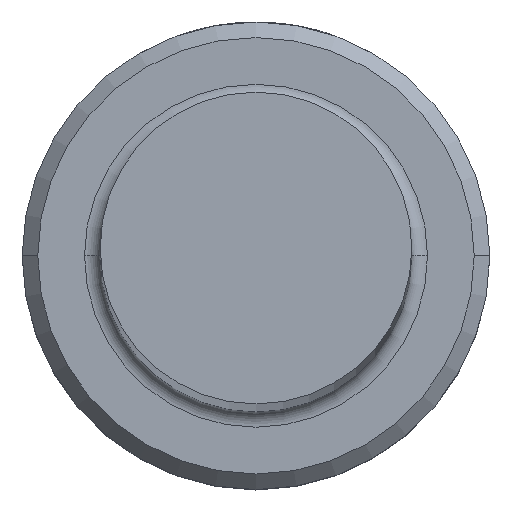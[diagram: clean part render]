
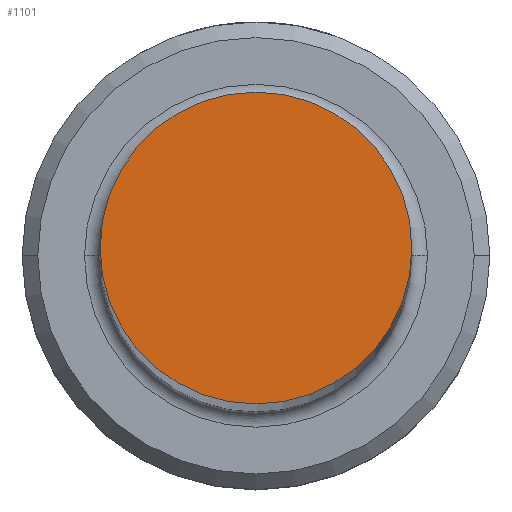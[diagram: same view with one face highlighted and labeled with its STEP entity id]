
A CAD part, top view. The second image highlights one B-rep face of the part: STEP entity #1101.
In plain terms, the highlighted planar face has unit normal (0, 0, 1).
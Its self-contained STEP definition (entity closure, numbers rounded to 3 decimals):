
#57 = DIRECTION ( 'NONE',  ( 0., 0., 1. ) ) ;
#68 = ORIENTED_EDGE ( 'NONE', *, *, #1013, .T. ) ;
#148 = AXIS2_PLACEMENT_3D ( 'NONE', #966, #399, #1050 ) ;
#172 = CIRCLE ( 'NONE', #148, 5. ) ;
#187 = VERTEX_POINT ( 'NONE', #539 ) ;
#232 = ORIENTED_EDGE ( 'NONE', *, *, #747, .T. ) ;
#381 = PLANE ( 'NONE',  #856 ) ;
#399 = DIRECTION ( 'NONE',  ( 0., 0., 1. ) ) ;
#404 = AXIS2_PLACEMENT_3D ( 'NONE', #626, #57, #720 ) ;
#471 = DIRECTION ( 'NONE',  ( 1., 0., 0. ) ) ;
#539 = CARTESIAN_POINT ( 'NONE',  ( -5., 0., 150. ) ) ;
#626 = CARTESIAN_POINT ( 'NONE',  ( 0., 0., 150. ) ) ;
#630 = EDGE_LOOP ( 'NONE', ( #68, #232 ) ) ;
#659 = FACE_OUTER_BOUND ( 'NONE', #630, .T. ) ;
#720 = DIRECTION ( 'NONE',  ( 1., 0., 0. ) ) ;
#747 = EDGE_CURVE ( 'NONE', #862, #187, #172, .T. ) ;
#783 = CARTESIAN_POINT ( 'NONE',  ( 5., 0., 150. ) ) ;
#856 = AXIS2_PLACEMENT_3D ( 'NONE', #949, #1035, #471 ) ;
#862 = VERTEX_POINT ( 'NONE', #783 ) ;
#949 = CARTESIAN_POINT ( 'NONE',  ( 0., 0., 150. ) ) ;
#966 = CARTESIAN_POINT ( 'NONE',  ( 0., 0., 150. ) ) ;
#1013 = EDGE_CURVE ( 'NONE', #187, #862, #1167, .T. ) ;
#1035 = DIRECTION ( 'NONE',  ( 0., 0., 1. ) ) ;
#1050 = DIRECTION ( 'NONE',  ( 1., 0., 0. ) ) ;
#1101 = ADVANCED_FACE ( 'NONE', ( #659 ), #381, .T. ) ;
#1167 = CIRCLE ( 'NONE', #404, 5. ) ;
